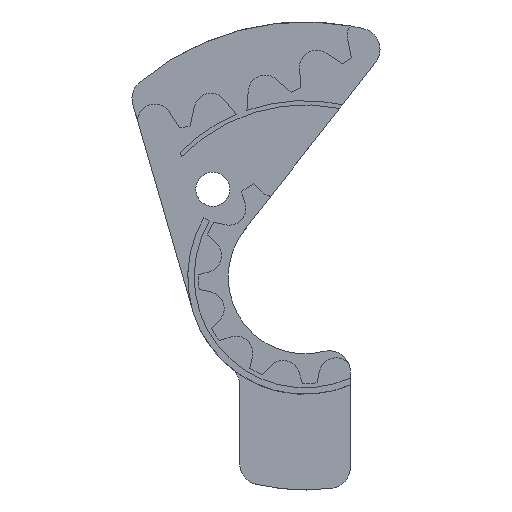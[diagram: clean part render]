
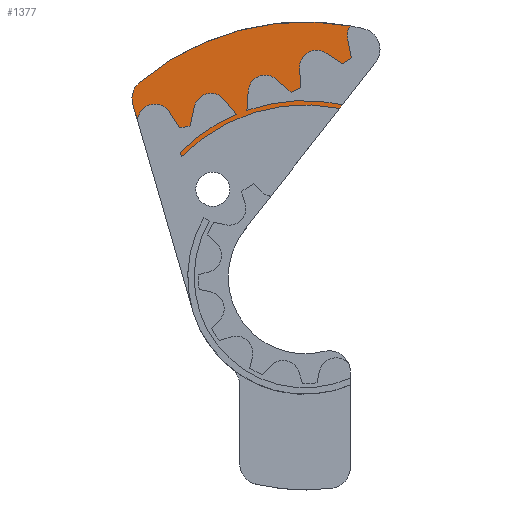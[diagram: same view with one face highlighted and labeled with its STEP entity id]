
A CAD part, top view. The second image highlights one B-rep face of the part: STEP entity #1377.
In plain terms, the highlighted planar face has unit normal (0, 0, 1).
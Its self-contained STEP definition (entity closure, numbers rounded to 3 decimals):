
#46=CIRCLE('',#1471,105.);
#48=CIRCLE('',#1475,4.);
#50=CIRCLE('',#1479,105.);
#52=CIRCLE('',#1483,4.);
#54=CIRCLE('',#1487,4.);
#56=CIRCLE('',#1491,105.);
#58=CIRCLE('',#1495,4.);
#60=CIRCLE('',#1499,41.5);
#62=CIRCLE('',#1503,40.5);
#64=CIRCLE('',#1506,41.5);
#66=CIRCLE('',#1510,4.);
#67=CIRCLE('',#1513,60.);
#68=CIRCLE('',#1514,5.);
#177=FACE_OUTER_BOUND('',#248,.T.);
#248=EDGE_LOOP('',(#1097,#1098,#1099,#1100,#1101,#1102,#1103,#1104,#1105,
#1106,#1107,#1108,#1109,#1110,#1111,#1112,#1113,#1114,#1115,#1116,#1117,
#1118,#1119,#1120,#1121));
#331=LINE('',#2168,#462);
#335=LINE('',#2180,#466);
#339=LINE('',#2192,#470);
#343=LINE('',#2206,#474);
#348=LINE('',#2219,#479);
#352=LINE('',#2231,#483);
#356=LINE('',#2243,#487);
#360=LINE('',#2255,#491);
#366=LINE('',#2276,#497);
#369=LINE('',#2285,#500);
#370=LINE('',#2291,#501);
#371=LINE('',#2292,#502);
#462=VECTOR('',#1739,10.);
#466=VECTOR('',#1751,10.);
#470=VECTOR('',#1763,10.);
#474=VECTOR('',#1775,10.);
#479=VECTOR('',#1788,10.);
#483=VECTOR('',#1800,10.);
#487=VECTOR('',#1812,10.);
#491=VECTOR('',#1824,10.);
#497=VECTOR('',#1844,10.);
#500=VECTOR('',#1855,10.);
#501=VECTOR('',#1862,10.);
#502=VECTOR('',#1863,10.);
#593=VERTEX_POINT('',#2158);
#594=VERTEX_POINT('',#2160);
#596=VERTEX_POINT('',#2166);
#598=VERTEX_POINT('',#2172);
#600=VERTEX_POINT('',#2178);
#602=VERTEX_POINT('',#2184);
#604=VERTEX_POINT('',#2190);
#606=VERTEX_POINT('',#2196);
#609=VERTEX_POINT('',#2203);
#610=VERTEX_POINT('',#2205);
#612=VERTEX_POINT('',#2211);
#614=VERTEX_POINT('',#2217);
#616=VERTEX_POINT('',#2223);
#618=VERTEX_POINT('',#2229);
#620=VERTEX_POINT('',#2235);
#622=VERTEX_POINT('',#2241);
#624=VERTEX_POINT('',#2247);
#626=VERTEX_POINT('',#2253);
#628=VERTEX_POINT('',#2259);
#631=VERTEX_POINT('',#2266);
#632=VERTEX_POINT('',#2268);
#634=VERTEX_POINT('',#2274);
#636=VERTEX_POINT('',#2280);
#637=VERTEX_POINT('',#2287);
#638=VERTEX_POINT('',#2289);
#757=EDGE_CURVE('',#593,#594,#46,.T.);
#761=EDGE_CURVE('',#596,#593,#331,.T.);
#764=EDGE_CURVE('',#598,#596,#48,.T.);
#767=EDGE_CURVE('',#600,#598,#335,.T.);
#770=EDGE_CURVE('',#602,#600,#50,.T.);
#773=EDGE_CURVE('',#604,#602,#339,.T.);
#776=EDGE_CURVE('',#606,#604,#52,.T.);
#779=EDGE_CURVE('',#609,#610,#343,.T.);
#783=EDGE_CURVE('',#612,#609,#54,.T.);
#786=EDGE_CURVE('',#614,#612,#348,.T.);
#789=EDGE_CURVE('',#616,#614,#56,.T.);
#792=EDGE_CURVE('',#618,#616,#352,.T.);
#795=EDGE_CURVE('',#620,#618,#58,.T.);
#798=EDGE_CURVE('',#622,#620,#356,.T.);
#801=EDGE_CURVE('',#624,#622,#60,.T.);
#804=EDGE_CURVE('',#626,#624,#360,.T.);
#807=EDGE_CURVE('',#628,#626,#62,.T.);
#810=EDGE_CURVE('',#631,#632,#64,.T.);
#814=EDGE_CURVE('',#634,#631,#366,.T.);
#817=EDGE_CURVE('',#636,#634,#66,.T.);
#819=EDGE_CURVE('',#594,#636,#369,.T.);
#820=EDGE_CURVE('',#637,#606,#67,.T.);
#821=EDGE_CURVE('',#638,#637,#68,.T.);
#822=EDGE_CURVE('',#610,#638,#370,.T.);
#823=EDGE_CURVE('',#632,#628,#371,.T.);
#1097=ORIENTED_EDGE('',*,*,#819,.F.);
#1098=ORIENTED_EDGE('',*,*,#757,.F.);
#1099=ORIENTED_EDGE('',*,*,#761,.F.);
#1100=ORIENTED_EDGE('',*,*,#764,.F.);
#1101=ORIENTED_EDGE('',*,*,#767,.F.);
#1102=ORIENTED_EDGE('',*,*,#770,.F.);
#1103=ORIENTED_EDGE('',*,*,#773,.F.);
#1104=ORIENTED_EDGE('',*,*,#776,.F.);
#1105=ORIENTED_EDGE('',*,*,#820,.F.);
#1106=ORIENTED_EDGE('',*,*,#821,.F.);
#1107=ORIENTED_EDGE('',*,*,#822,.F.);
#1108=ORIENTED_EDGE('',*,*,#779,.F.);
#1109=ORIENTED_EDGE('',*,*,#783,.F.);
#1110=ORIENTED_EDGE('',*,*,#786,.F.);
#1111=ORIENTED_EDGE('',*,*,#789,.F.);
#1112=ORIENTED_EDGE('',*,*,#792,.F.);
#1113=ORIENTED_EDGE('',*,*,#795,.F.);
#1114=ORIENTED_EDGE('',*,*,#798,.F.);
#1115=ORIENTED_EDGE('',*,*,#801,.F.);
#1116=ORIENTED_EDGE('',*,*,#804,.F.);
#1117=ORIENTED_EDGE('',*,*,#807,.F.);
#1118=ORIENTED_EDGE('',*,*,#823,.F.);
#1119=ORIENTED_EDGE('',*,*,#810,.F.);
#1120=ORIENTED_EDGE('',*,*,#814,.F.);
#1121=ORIENTED_EDGE('',*,*,#817,.F.);
#1318=PLANE('',#1512);
#1377=ADVANCED_FACE('',(#177),#1318,.T.);
#1471=AXIS2_PLACEMENT_3D('',#2161,#1732,#1733);
#1475=AXIS2_PLACEMENT_3D('',#2174,#1745,#1746);
#1479=AXIS2_PLACEMENT_3D('',#2186,#1757,#1758);
#1483=AXIS2_PLACEMENT_3D('',#2198,#1769,#1770);
#1487=AXIS2_PLACEMENT_3D('',#2213,#1782,#1783);
#1491=AXIS2_PLACEMENT_3D('',#2225,#1794,#1795);
#1495=AXIS2_PLACEMENT_3D('',#2237,#1806,#1807);
#1499=AXIS2_PLACEMENT_3D('',#2249,#1818,#1819);
#1503=AXIS2_PLACEMENT_3D('',#2261,#1830,#1831);
#1506=AXIS2_PLACEMENT_3D('',#2269,#1837,#1838);
#1510=AXIS2_PLACEMENT_3D('',#2282,#1850,#1851);
#1512=AXIS2_PLACEMENT_3D('',#2286,#1856,#1857);
#1513=AXIS2_PLACEMENT_3D('',#2288,#1858,#1859);
#1514=AXIS2_PLACEMENT_3D('',#2290,#1860,#1861);
#1732=DIRECTION('center_axis',(0.,0.,-1.));
#1733=DIRECTION('ref_axis',(0.328,-0.945,0.));
#1739=DIRECTION('',(0.059,-0.998,0.));
#1745=DIRECTION('center_axis',(0.,0.,1.));
#1746=DIRECTION('ref_axis',(0.561,0.828,0.));
#1751=DIRECTION('',(-0.828,0.561,0.));
#1757=DIRECTION('center_axis',(0.,0.,-1.));
#1758=DIRECTION('ref_axis',(0.328,-0.945,0.));
#1763=DIRECTION('',(0.195,-0.981,0.));
#1769=DIRECTION('center_axis',(0.,0.,1.));
#1770=DIRECTION('ref_axis',(0.447,0.895,0.));
#1775=DIRECTION('',(-0.327,-0.945,0.));
#1782=DIRECTION('center_axis',(0.,0.,1.));
#1783=DIRECTION('ref_axis',(0.837,0.547,0.));
#1788=DIRECTION('',(-0.547,0.837,0.));
#1794=DIRECTION('center_axis',(0.,0.,-1.));
#1795=DIRECTION('ref_axis',(0.328,-0.945,0.));
#1800=DIRECTION('',(-0.198,-0.98,0.));
#1806=DIRECTION('center_axis',(0.,0.,1.));
#1807=DIRECTION('ref_axis',(0.763,0.647,0.));
#1812=DIRECTION('',(-0.647,0.763,0.));
#1818=DIRECTION('center_axis',(0.,0.,-1.));
#1819=DIRECTION('ref_axis',(1.,0.,0.));
#1824=DIRECTION('',(-0.279,0.96,0.));
#1830=DIRECTION('center_axis',(0.,0.,1.));
#1831=DIRECTION('ref_axis',(1.,0.,0.));
#1837=DIRECTION('center_axis',(0.,0.,-1.));
#1838=DIRECTION('ref_axis',(1.,0.,0.));
#1844=DIRECTION('',(-0.067,-0.998,0.));
#1850=DIRECTION('center_axis',(0.,0.,1.));
#1851=DIRECTION('ref_axis',(0.662,0.749,0.));
#1855=DIRECTION('',(-0.749,0.662,0.));
#1856=DIRECTION('center_axis',(0.,0.,1.));
#1857=DIRECTION('ref_axis',(1.,0.,0.));
#1858=DIRECTION('center_axis',(0.,0.,-1.));
#1859=DIRECTION('ref_axis',(0.231,0.973,0.));
#1860=DIRECTION('center_axis',(0.,0.,-1.));
#1861=DIRECTION('ref_axis',(-0.647,0.762,0.));
#1862=DIRECTION('',(-0.279,0.96,0.));
#1863=DIRECTION('',(-0.616,-0.787,0.));
#2158=CARTESIAN_POINT('',(-0.951,44.55,1.5));
#2160=CARTESIAN_POINT('',(-3.229,43.441,1.5));
#2161=CARTESIAN_POINT('Origin',(-48.033,138.402,1.5));
#2166=CARTESIAN_POINT('',(-1.219,49.118,1.5));
#2168=CARTESIAN_POINT('',(-0.951,44.55,1.5));
#2172=CARTESIAN_POINT('',(5.017,52.664,1.5));
#2174=CARTESIAN_POINT('Origin',(2.774,49.352,1.5));
#2178=CARTESIAN_POINT('',(8.792,50.107,1.5));
#2180=CARTESIAN_POINT('',(8.792,50.107,1.5));
#2184=CARTESIAN_POINT('',(10.951,51.535,1.5));
#2186=CARTESIAN_POINT('Origin',(-48.033,138.402,1.5));
#2190=CARTESIAN_POINT('',(10.067,55.972,1.5));
#2192=CARTESIAN_POINT('',(10.951,51.535,1.5));
#2196=CARTESIAN_POINT('',(10.705,59.037,1.5));
#2198=CARTESIAN_POINT('Origin',(13.99,56.754,1.5));
#2203=CARTESIAN_POINT('',(-39.035,37.994,1.5));
#2205=CARTESIAN_POINT('',(-39.386,36.981,1.5));
#2206=CARTESIAN_POINT('',(-40.458,33.888,1.5));
#2211=CARTESIAN_POINT('',(-31.906,38.871,1.5));
#2213=CARTESIAN_POINT('Origin',(-35.255,36.684,1.5));
#2217=CARTESIAN_POINT('',(-29.421,35.065,1.5));
#2219=CARTESIAN_POINT('',(-29.421,35.065,1.5));
#2223=CARTESIAN_POINT('',(-26.885,35.554,1.5));
#2225=CARTESIAN_POINT('Origin',(-48.033,138.402,1.5));
#2229=CARTESIAN_POINT('',(-25.982,40.023,1.5));
#2231=CARTESIAN_POINT('',(-26.885,35.554,1.5));
#2235=CARTESIAN_POINT('',(-19.009,41.816,1.5));
#2237=CARTESIAN_POINT('Origin',(-22.061,39.23,1.5));
#2241=CARTESIAN_POINT('',(-16.016,38.285,1.5));
#2243=CARTESIAN_POINT('',(-16.016,38.285,1.5));
#2247=CARTESIAN_POINT('',(-29.301,29.389,1.5));
#2249=CARTESIAN_POINT('Origin',(0.,0.,1.5));
#2253=CARTESIAN_POINT('',(-28.981,28.29,1.5));
#2255=CARTESIAN_POINT('',(-29.301,29.389,1.5));
#2259=CARTESIAN_POINT('',(8.185,39.664,1.5));
#2261=CARTESIAN_POINT('Origin',(0.,0.,1.5));
#2266=CARTESIAN_POINT('',(-13.607,39.206,1.5));
#2268=CARTESIAN_POINT('',(8.871,40.541,1.5));
#2269=CARTESIAN_POINT('Origin',(0.,0.,1.5));
#2274=CARTESIAN_POINT('',(-13.303,43.745,1.5));
#2276=CARTESIAN_POINT('',(-13.607,39.206,1.5));
#2280=CARTESIAN_POINT('',(-6.663,46.475,1.5));
#2282=CARTESIAN_POINT('Origin',(-9.312,43.477,1.5));
#2285=CARTESIAN_POINT('',(-3.229,43.441,1.5));
#2286=CARTESIAN_POINT('Origin',(-14.831,44.145,1.5));
#2287=CARTESIAN_POINT('',(-38.85,45.724,1.5));
#2288=CARTESIAN_POINT('Origin',(0.,0.,1.5));
#2289=CARTESIAN_POINT('',(-40.414,40.518,1.5));
#2290=CARTESIAN_POINT('Origin',(-35.612,41.914,1.5));
#2291=CARTESIAN_POINT('',(-39.903,38.762,1.5));
#2292=CARTESIAN_POINT('',(-6.279,21.183,1.5));
